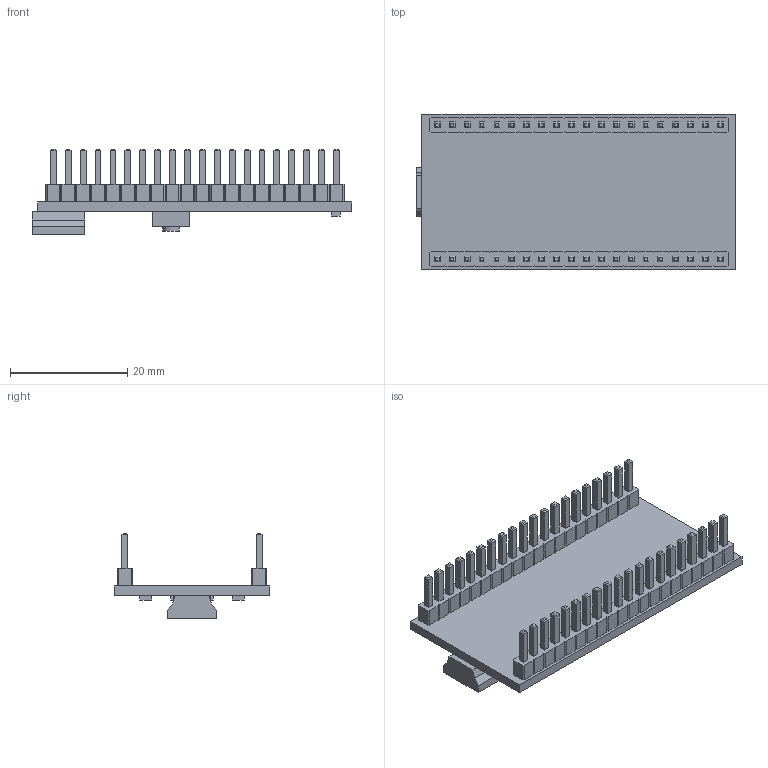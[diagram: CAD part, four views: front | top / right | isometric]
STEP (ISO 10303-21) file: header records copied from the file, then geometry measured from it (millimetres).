
FILE_DESCRIPTION(/* description */ ('STEP AP214'),/* implementation_level */ '2;1');
FILE_NAME(/* name */ '683c51394258294a187f3e17',/* time_stamp */ '2025-06-01T13:10:18Z',/* author */ (''),/* organization */ (''),/* preprocessor_version */ 'ST-DEVELOPER v20',/* originating_system */ 'ONSHAPE BY PTC INC, 1.198',/* authorisation */ ' ');
FILE_SCHEMA (('AUTOMOTIVE_DESIGN {1 0 10303 214 3 1 1}'));
Length unit declared in the file: metre
Products named in the file (1): Mbed_01
Bounding box: 54.5 x 26.5 x 14.6 mm (x, y, z)
Volume: 3654.8 mm3; surface area: 4974.1 mm2
Topology: 1 solids, 1 shells, 649 faces, 1635 edges, 1036 vertices
Faces by surface type: plane 648, cylinder 1
Full cylindrical faces by diameter (mm): 2.8 x1
Entity records: 18840 total; most frequent: CARTESIAN_POINT 3320, ORIENTED_EDGE 3268, DIRECTION 2936, EDGE_CURVE 1634, LINE 1632, VECTOR 1632, VERTEX_POINT 1036, EDGE_LOOP 698
